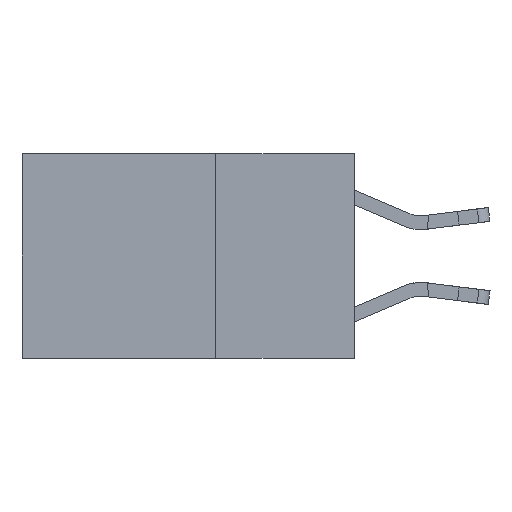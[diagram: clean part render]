
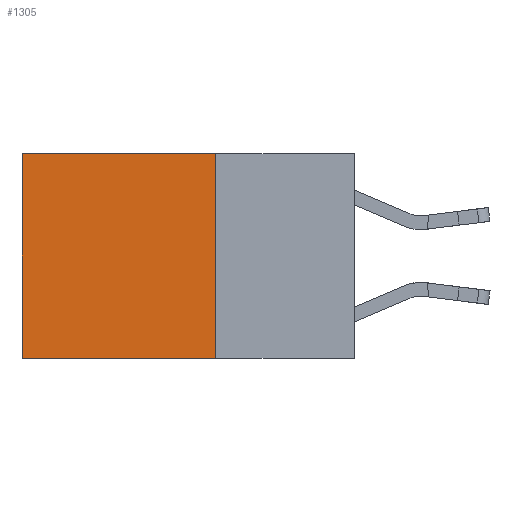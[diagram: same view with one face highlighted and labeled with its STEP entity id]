
A CAD part, left-side view. The second image highlights one B-rep face of the part: STEP entity #1305.
In plain terms, the highlighted planar face has unit normal (-1, 0, 0).
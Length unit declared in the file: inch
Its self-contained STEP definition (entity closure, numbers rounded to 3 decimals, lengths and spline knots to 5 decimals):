
#230 = AXIS2_PLACEMENT_3D ( 'NONE', #8859, #3165, #16598 ) ;
#1305 = ADVANCED_FACE ( 'NONE', ( #17629 ), #14670, .F. ) ;
#1723 = EDGE_CURVE ( 'NONE', #18870, #18356, #14041, .T. ) ;
#1850 = VERTEX_POINT ( 'NONE', #2969 ) ;
#1952 = EDGE_CURVE ( 'NONE', #1850, #24387, #19372, .T. ) ;
#2288 = CARTESIAN_POINT ( 'NONE',  ( 0.2625, 0.25, -0.37 ) ) ;
#2441 = CARTESIAN_POINT ( 'NONE',  ( 0.2625, 0.6, 0. ) ) ;
#2943 = EDGE_CURVE ( 'NONE', #1850, #18870, #23694, .T. ) ;
#2969 = CARTESIAN_POINT ( 'NONE',  ( 0.2625, 0.25, 0. ) ) ;
#3165 = DIRECTION ( 'NONE',  ( 1., 0., 0. ) ) ;
#3762 = ORIENTED_EDGE ( 'NONE', *, *, #2943, .F. ) ;
#5640 = VECTOR ( 'NONE', #13929, 39.37008 ) ;
#6728 = CARTESIAN_POINT ( 'NONE',  ( 0.2625, 0.6, 0. ) ) ;
#6991 = CARTESIAN_POINT ( 'NONE',  ( 0.2625, 0.25, 0. ) ) ;
#8859 = CARTESIAN_POINT ( 'NONE',  ( 0.2625, 0.25, 0. ) ) ;
#9218 = VECTOR ( 'NONE', #12758, 39.37008 ) ;
#9600 = ORIENTED_EDGE ( 'NONE', *, *, #1723, .F. ) ;
#10075 = DIRECTION ( 'NONE',  ( 0., 1., 0. ) ) ;
#10501 = EDGE_LOOP ( 'NONE', ( #15108, #9600, #3762, #23790 ) ) ;
#12109 = CARTESIAN_POINT ( 'NONE',  ( 0.2625, 0.25, 0. ) ) ;
#12758 = DIRECTION ( 'NONE',  ( 0., 1., 0. ) ) ;
#12844 = EDGE_CURVE ( 'NONE', #24387, #18356, #20838, .T. ) ;
#13682 = VECTOR ( 'NONE', #14077, 39.37008 ) ;
#13929 = DIRECTION ( 'NONE',  ( 0., 0., -1. ) ) ;
#14041 = LINE ( 'NONE', #2288, #23452 ) ;
#14077 = DIRECTION ( 'NONE',  ( 0., 0., -1. ) ) ;
#14670 = PLANE ( 'NONE',  #230 ) ;
#15108 = ORIENTED_EDGE ( 'NONE', *, *, #12844, .T. ) ;
#16598 = DIRECTION ( 'NONE',  ( 0., 0., -1. ) ) ;
#17629 = FACE_OUTER_BOUND ( 'NONE', #10501, .T. ) ;
#18356 = VERTEX_POINT ( 'NONE', #24513 ) ;
#18518 = CARTESIAN_POINT ( 'NONE',  ( 0.2625, 0.25, -0.37 ) ) ;
#18870 = VERTEX_POINT ( 'NONE', #18518 ) ;
#19372 = LINE ( 'NONE', #6991, #9218 ) ;
#20838 = LINE ( 'NONE', #2441, #5640 ) ;
#23452 = VECTOR ( 'NONE', #10075, 39.37008 ) ;
#23694 = LINE ( 'NONE', #12109, #13682 ) ;
#23790 = ORIENTED_EDGE ( 'NONE', *, *, #1952, .T. ) ;
#24387 = VERTEX_POINT ( 'NONE', #6728 ) ;
#24513 = CARTESIAN_POINT ( 'NONE',  ( 0.2625, 0.6, -0.37 ) ) ;
